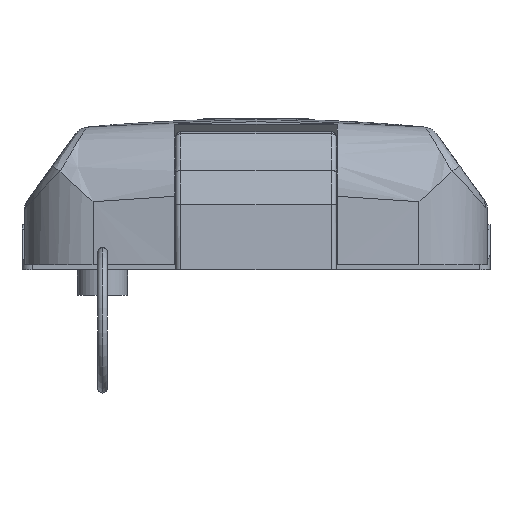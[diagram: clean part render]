
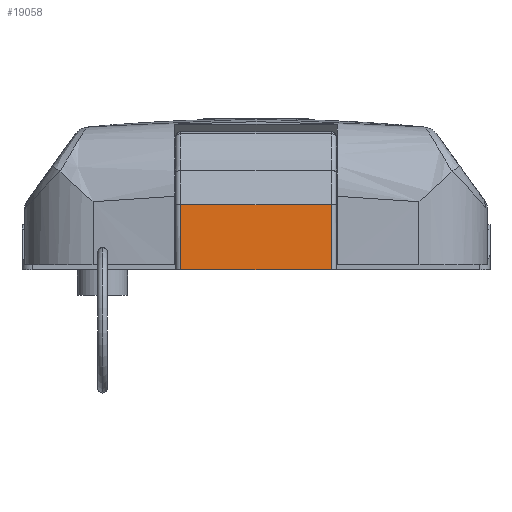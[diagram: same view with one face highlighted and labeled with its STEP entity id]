
A CAD part, front view. The second image highlights one B-rep face of the part: STEP entity #19058.
In plain terms, the highlighted planar face has unit normal (0, -0.999, 0.052).
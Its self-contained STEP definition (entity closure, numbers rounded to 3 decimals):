
#1084 = CARTESIAN_POINT ( 'NONE',  ( 15., -8.319, -2.5 ) ) ;
#2926 = PLANE ( 'NONE',  #11171 ) ;
#3969 = CARTESIAN_POINT ( 'NONE',  ( -15., -8.319, -2.5 ) ) ;
#4552 = ORIENTED_EDGE ( 'NONE', *, *, #11277, .T. ) ;
#5254 = ORIENTED_EDGE ( 'NONE', *, *, #8390, .F. ) ;
#6358 = DIRECTION ( 'NONE',  ( 0., 0.052, 0.999 ) ) ;
#8390 = EDGE_CURVE ( 'NONE', #20374, #14494, #19715, .T. ) ;
#8411 = FACE_OUTER_BOUND ( 'NONE', #12566, .T. ) ;
#8797 = DIRECTION ( 'NONE',  ( -1., 0., 0. ) ) ;
#9377 = CARTESIAN_POINT ( 'NONE',  ( 15., -8.319, -2.5 ) ) ;
#9437 = EDGE_CURVE ( 'NONE', #18971, #14992, #18630, .T. ) ;
#9602 = CARTESIAN_POINT ( 'NONE',  ( 15., -9., -15.5 ) ) ;
#10149 = DIRECTION ( 'NONE',  ( -1., 0., 0. ) ) ;
#10553 = ORIENTED_EDGE ( 'NONE', *, *, #9437, .T. ) ;
#10652 = VECTOR ( 'NONE', #19589, 1000. ) ;
#11034 = CARTESIAN_POINT ( 'NONE',  ( -15., -9., -15.5 ) ) ;
#11171 = AXIS2_PLACEMENT_3D ( 'NONE', #21356, #16388, #6358 ) ;
#11277 = EDGE_CURVE ( 'NONE', #14992, #14494, #19611, .T. ) ;
#12417 = EDGE_CURVE ( 'NONE', #20374, #18971, #14062, .T. ) ;
#12566 = EDGE_LOOP ( 'NONE', ( #10553, #4552, #5254, #21049 ) ) ;
#12994 = VECTOR ( 'NONE', #21126, 1000. ) ;
#14062 = LINE ( 'NONE', #9377, #12994 ) ;
#14169 = VECTOR ( 'NONE', #10149, 1000. ) ;
#14494 = VERTEX_POINT ( 'NONE', #11034 ) ;
#14992 = VERTEX_POINT ( 'NONE', #3969 ) ;
#15268 = VECTOR ( 'NONE', #8797, 1000. ) ;
#16388 = DIRECTION ( 'NONE',  ( 0., 0.999, -0.052 ) ) ;
#17212 = CARTESIAN_POINT ( 'NONE',  ( 16., -9., -15.5 ) ) ;
#17923 = CARTESIAN_POINT ( 'NONE',  ( -15., -9., -15.5 ) ) ;
#18552 = CARTESIAN_POINT ( 'NONE',  ( 16., -8.319, -2.5 ) ) ;
#18630 = LINE ( 'NONE', #18552, #14169 ) ;
#18971 = VERTEX_POINT ( 'NONE', #1084 ) ;
#19058 = ADVANCED_FACE ( 'NONE', ( #8411 ), #2926, .F. ) ;
#19589 = DIRECTION ( 'NONE',  ( 0., -0.052, -0.999 ) ) ;
#19611 = LINE ( 'NONE', #17923, #10652 ) ;
#19715 = LINE ( 'NONE', #17212, #15268 ) ;
#20374 = VERTEX_POINT ( 'NONE', #9602 ) ;
#21049 = ORIENTED_EDGE ( 'NONE', *, *, #12417, .T. ) ;
#21126 = DIRECTION ( 'NONE',  ( 0., 0.052, 0.999 ) ) ;
#21356 = CARTESIAN_POINT ( 'NONE',  ( 16., -9., -15.5 ) ) ;
